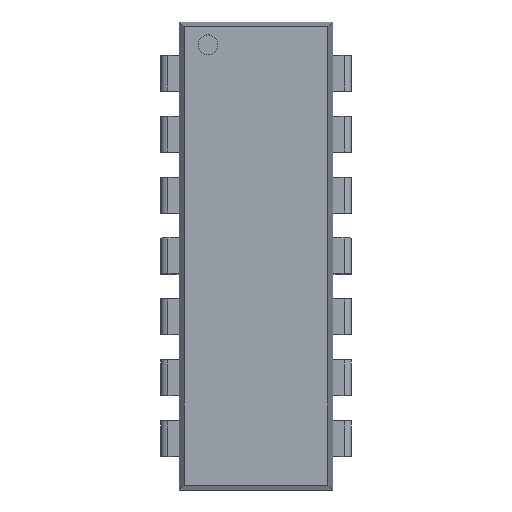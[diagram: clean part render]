
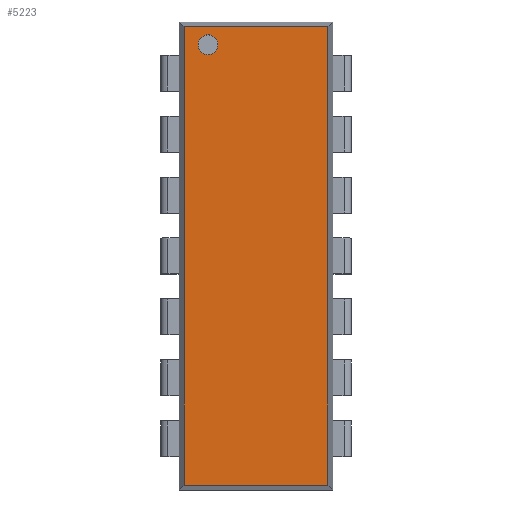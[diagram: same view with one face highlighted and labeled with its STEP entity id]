
A CAD part, top view. The second image highlights one B-rep face of the part: STEP entity #5223.
In plain terms, the highlighted planar face has unit normal (0, 0, 1).
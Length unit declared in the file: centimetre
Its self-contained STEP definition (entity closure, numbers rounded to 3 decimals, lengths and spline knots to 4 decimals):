
#384=CIRCLE('',#5504,0.0412);
#424=VERTEX_POINT('',#6713);
#425=VERTEX_POINT('',#6715);
#791=VERTEX_POINT('',#7781);
#792=VERTEX_POINT('',#7783);
#850=VERTEX_POINT('',#7967);
#931=VECTOR('',#5613,1.);
#1419=VECTOR('',#6374,1.);
#1552=VECTOR('',#6602,1.);
#1554=VECTOR('',#6605,1.);
#1603=LINE('',#6714,#931);
#2091=LINE('',#7782,#1419);
#2224=LINE('',#8080,#1552);
#2226=LINE('',#8083,#1554);
#2279=EDGE_CURVE('',#424,#425,#1603,.T.);
#2821=EDGE_CURVE('',#791,#792,#2091,.T.);
#2912=EDGE_CURVE('',#850,#850,#384,.T.);
#2968=EDGE_CURVE('',#425,#791,#2224,.T.);
#2970=EDGE_CURVE('',#792,#424,#2226,.T.);
#4450=ORIENTED_EDGE('',*,*,#2912,.T.);
#4451=ORIENTED_EDGE('',*,*,#2968,.F.);
#4452=ORIENTED_EDGE('',*,*,#2279,.F.);
#4453=ORIENTED_EDGE('',*,*,#2970,.F.);
#4454=ORIENTED_EDGE('',*,*,#2821,.F.);
#4712=EDGE_LOOP('',(#4450));
#4713=EDGE_LOOP('',(#4451,#4452,#4453,#4454));
#4968=FACE_BOUND('',#4712,.T.);
#4969=FACE_BOUND('',#4713,.T.);
#5223=ADVANCED_FACE('',(#4968,#4969),#8309,.T.);
#5504=AXIS2_PLACEMENT_3D('',#7966,#6514,#6515);
#5535=AXIS2_PLACEMENT_3D('',#8084,#6606,$);
#5613=DIRECTION('',(0.,1.,0.));
#6374=DIRECTION('',(0.,-1.,0.));
#6514=DIRECTION('',(0.,0.,-1.));
#6515=DIRECTION('',(0.041,0.,0.));
#6602=DIRECTION('',(1.,0.,0.));
#6605=DIRECTION('',(-1.,0.,0.));
#6606=DIRECTION('',(0.,0.,1.));
#6713=CARTESIAN_POINT('',(-0.2996,-0.9546,0.32));
#6714=CARTESIAN_POINT('',(-0.2996,0.,0.32));
#6715=CARTESIAN_POINT('',(-0.2996,0.9546,0.32));
#7781=CARTESIAN_POINT('',(0.2996,0.9546,0.32));
#7782=CARTESIAN_POINT('',(0.2996,0.,0.32));
#7783=CARTESIAN_POINT('',(0.2996,-0.9546,0.32));
#7966=CARTESIAN_POINT('',(-0.2,0.88,0.32));
#7967=CARTESIAN_POINT('',(-0.1588,0.88,0.32));
#8080=CARTESIAN_POINT('',(0.,0.9546,0.32));
#8083=CARTESIAN_POINT('',(0.,-0.9546,0.32));
#8084=CARTESIAN_POINT('',(0.,0.,0.32));
#8309=PLANE('',#5535);
